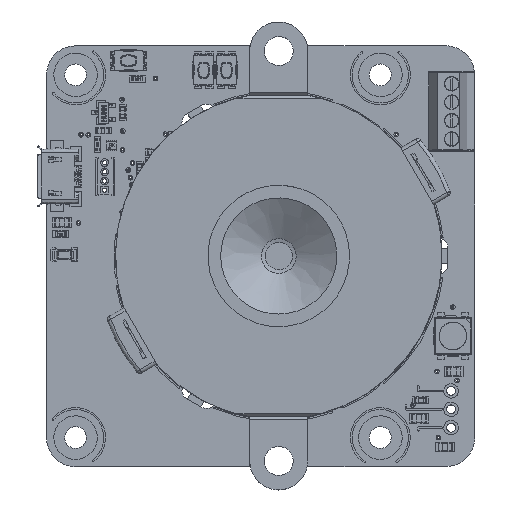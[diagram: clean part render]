
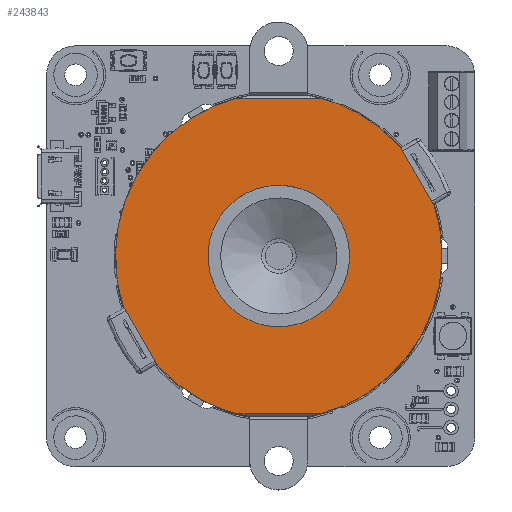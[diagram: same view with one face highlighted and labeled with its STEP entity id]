
A CAD part, top view. The second image highlights one B-rep face of the part: STEP entity #243843.
In plain terms, the highlighted free-form (B-spline) face has degree [1, 1] with [2, 2] control points.
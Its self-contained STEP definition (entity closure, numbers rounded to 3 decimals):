
#242282 = VERTEX_POINT('',#242283);
#242283 = CARTESIAN_POINT('',(41.284,24.216,
    28.014));
#242288 = EDGE_CURVE('',#242282,#242282,#242289,.T.);
#242289 = ( BOUNDED_CURVE() B_SPLINE_CURVE(2,(#242290,#242291,#242292,
    #242293,#242294,#242295,#242296),.UNSPECIFIED.,.T.,.F.) 
B_SPLINE_CURVE_WITH_KNOTS((1,2,2,2,2,1),(-2.094,0.,
    2.094,4.189,6.283,8.378),
.UNSPECIFIED.) CURVE() GEOMETRIC_REPRESENTATION_ITEM() 
RATIONAL_B_SPLINE_CURVE((1.,0.5,1.,0.5,1.,0.5,1.)) REPRESENTATION_ITEM(
  '') );
#242290 = CARTESIAN_POINT('',(41.284,24.216,
    28.014));
#242291 = CARTESIAN_POINT('',(61.203,24.216,
    28.014));
#242292 = CARTESIAN_POINT('',(51.244,41.467,
    28.014));
#242293 = CARTESIAN_POINT('',(41.284,58.718,
    28.014));
#242294 = CARTESIAN_POINT('',(31.324,41.467,
    28.014));
#242295 = CARTESIAN_POINT('',(21.364,24.216,
    28.014));
#242296 = CARTESIAN_POINT('',(41.284,24.216,
    28.014));
#242838 = VERTEX_POINT('',#242839);
#242839 = CARTESIAN_POINT('',(48.244,61.327,
    28.014));
#242846 = EDGE_CURVE('',#242847,#242838,#242849,.T.);
#242847 = VERTEX_POINT('',#242848);
#242848 = CARTESIAN_POINT('',(60.975,53.51,
    28.014));
#242849 = ( BOUNDED_CURVE() B_SPLINE_CURVE(2,(#242850,#242851,#242852),
.UNSPECIFIED.,.F.,.F.) B_SPLINE_CURVE_WITH_KNOTS((3,3),(5.447,
6.018),.PIECEWISE_BEZIER_KNOTS.) CURVE() 
GEOMETRIC_REPRESENTATION_ITEM() RATIONAL_B_SPLINE_CURVE((1.,
0.96,1.)) REPRESENTATION_ITEM('') );
#242850 = CARTESIAN_POINT('',(60.975,53.51,
    28.014));
#242851 = CARTESIAN_POINT('',(55.756,59.286,
    28.014));
#242852 = CARTESIAN_POINT('',(48.244,61.327,
    28.014));
#243843 = ADVANCED_FACE('',(#243844,#243847),#243900,.T.);
#243844 = FACE_BOUND('',#243845,.T.);
#243845 = EDGE_LOOP('',(#243846));
#243846 = ORIENTED_EDGE('',*,*,#242288,.F.);
#243847 = FACE_BOUND('',#243848,.T.);
#243848 = EDGE_LOOP('',(#243849,#243856,#243864,#243871,#243879,#243886,
    #243894,#243899));
#243849 = ORIENTED_EDGE('',*,*,#243850,.F.);
#243850 = EDGE_CURVE('',#243851,#242838,#243853,.T.);
#243851 = VERTEX_POINT('',#243852);
#243852 = CARTESIAN_POINT('',(34.324,61.327,
    28.014));
#243853 = B_SPLINE_CURVE_WITH_KNOTS('',1,(#243854,#243855),
  .UNSPECIFIED.,.F.,.F.,(2,2),(0.,11.802),
  .PIECEWISE_BEZIER_KNOTS.);
#243854 = CARTESIAN_POINT('',(34.324,61.327,
    28.014));
#243855 = CARTESIAN_POINT('',(48.244,61.327,
    28.014));
#243856 = ORIENTED_EDGE('',*,*,#243857,.T.);
#243857 = EDGE_CURVE('',#243851,#243858,#243860,.T.);
#243858 = VERTEX_POINT('',#243859);
#243859 = CARTESIAN_POINT('',(16.029,27.56,
    28.014));
#243860 = ( BOUNDED_CURVE() B_SPLINE_CURVE(2,(#243861,#243862,#243863),
.UNSPECIFIED.,.F.,.F.) B_SPLINE_CURVE_WITH_KNOTS((3,3),(0.265,
1.883),.PIECEWISE_BEZIER_KNOTS.) CURVE() 
GEOMETRIC_REPRESENTATION_ITEM() RATIONAL_B_SPLINE_CURVE((1.,
0.69,1.)) REPRESENTATION_ITEM('') );
#243861 = CARTESIAN_POINT('',(34.324,61.327,
    28.014));
#243862 = CARTESIAN_POINT('',(7.479,54.032,
    28.014));
#243863 = CARTESIAN_POINT('',(16.029,27.56,
    28.014));
#243864 = ORIENTED_EDGE('',*,*,#243865,.T.);
#243865 = EDGE_CURVE('',#243858,#243866,#243868,.T.);
#243866 = VERTEX_POINT('',#243867);
#243867 = CARTESIAN_POINT('',(21.593,17.923,
    28.014));
#243868 = B_SPLINE_CURVE_WITH_KNOTS('',1,(#243869,#243870),
  .UNSPECIFIED.,.F.,.F.,(2,2),(0.,9.434),
  .PIECEWISE_BEZIER_KNOTS.);
#243869 = CARTESIAN_POINT('',(16.029,27.56,
    28.014));
#243870 = CARTESIAN_POINT('',(21.593,17.923,
    28.014));
#243871 = ORIENTED_EDGE('',*,*,#243872,.T.);
#243872 = EDGE_CURVE('',#243866,#243873,#243875,.T.);
#243873 = VERTEX_POINT('',#243874);
#243874 = CARTESIAN_POINT('',(34.324,10.106,
    28.014));
#243875 = ( BOUNDED_CURVE() B_SPLINE_CURVE(2,(#243876,#243877,#243878),
.UNSPECIFIED.,.F.,.F.) B_SPLINE_CURVE_WITH_KNOTS((3,3),(2.306,
2.876),.PIECEWISE_BEZIER_KNOTS.) CURVE() 
GEOMETRIC_REPRESENTATION_ITEM() RATIONAL_B_SPLINE_CURVE((1.,
0.96,1.)) REPRESENTATION_ITEM('') );
#243876 = CARTESIAN_POINT('',(21.593,17.923,
    28.014));
#243877 = CARTESIAN_POINT('',(26.812,12.147,
    28.014));
#243878 = CARTESIAN_POINT('',(34.324,10.106,
    28.014));
#243879 = ORIENTED_EDGE('',*,*,#243880,.T.);
#243880 = EDGE_CURVE('',#243873,#243881,#243883,.T.);
#243881 = VERTEX_POINT('',#243882);
#243882 = CARTESIAN_POINT('',(48.244,10.106,
    28.014));
#243883 = B_SPLINE_CURVE_WITH_KNOTS('',1,(#243884,#243885),
  .UNSPECIFIED.,.F.,.F.,(2,2),(0.,11.802),
  .PIECEWISE_BEZIER_KNOTS.);
#243884 = CARTESIAN_POINT('',(34.324,10.106,
    28.014));
#243885 = CARTESIAN_POINT('',(48.244,10.106,
    28.014));
#243886 = ORIENTED_EDGE('',*,*,#243887,.T.);
#243887 = EDGE_CURVE('',#243881,#243888,#243890,.T.);
#243888 = VERTEX_POINT('',#243889);
#243889 = CARTESIAN_POINT('',(66.539,43.873,
    28.014));
#243890 = ( BOUNDED_CURVE() B_SPLINE_CURVE(2,(#243891,#243892,#243893),
.UNSPECIFIED.,.F.,.F.) B_SPLINE_CURVE_WITH_KNOTS((3,3),(3.407,
5.025),.PIECEWISE_BEZIER_KNOTS.) CURVE() 
GEOMETRIC_REPRESENTATION_ITEM() RATIONAL_B_SPLINE_CURVE((1.,
0.69,1.)) REPRESENTATION_ITEM('') );
#243891 = CARTESIAN_POINT('',(48.244,10.106,
    28.014));
#243892 = CARTESIAN_POINT('',(75.089,17.401,
    28.014));
#243893 = CARTESIAN_POINT('',(66.539,43.873,
    28.014));
#243894 = ORIENTED_EDGE('',*,*,#243895,.T.);
#243895 = EDGE_CURVE('',#243888,#242847,#243896,.T.);
#243896 = B_SPLINE_CURVE_WITH_KNOTS('',1,(#243897,#243898),
  .UNSPECIFIED.,.F.,.F.,(2,2),(0.,9.434),
  .PIECEWISE_BEZIER_KNOTS.);
#243897 = CARTESIAN_POINT('',(66.539,43.873,
    28.014));
#243898 = CARTESIAN_POINT('',(60.975,53.51,
    28.014));
#243899 = ORIENTED_EDGE('',*,*,#242846,.T.);
#243900 = B_SPLINE_SURFACE_WITH_KNOTS('',1,1,(
    (#243901,#243902)
    ,(#243903,#243904
    )),.UNSPECIFIED.,.F.,.F.,.F.,(2,2),(2,2),(-21.712,21.712
    ),(-22.5,22.5),.PIECEWISE_BEZIER_KNOTS.);
#243901 = CARTESIAN_POINT('',(14.744,61.327,
    28.014));
#243902 = CARTESIAN_POINT('',(67.824,61.327,
    28.014));
#243903 = CARTESIAN_POINT('',(14.744,10.106,
    28.014));
#243904 = CARTESIAN_POINT('',(67.824,10.106,
    28.014));
